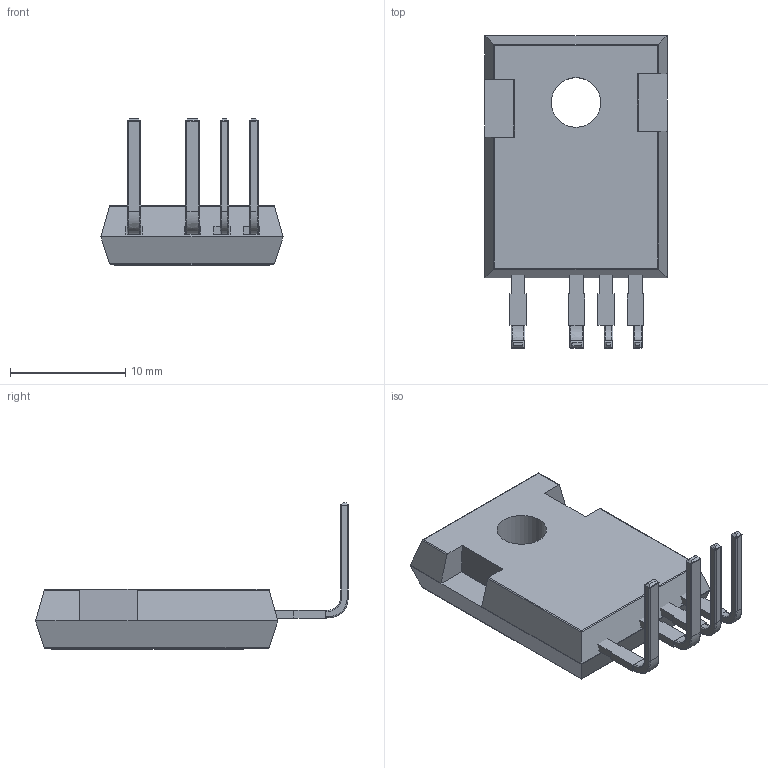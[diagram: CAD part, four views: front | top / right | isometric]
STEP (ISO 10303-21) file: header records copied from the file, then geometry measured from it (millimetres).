
FILE_DESCRIPTION(('FreeCAD Model'),'2;1');
FILE_NAME('Open CASCADE Shape Model','2025-09-24T14:29:57',(''),(''), 'Open CASCADE STEP processor 7.8','FreeCAD','Unknown');
FILE_SCHEMA(('AUTOMOTIVE_DESIGN { 1 0 10303 214 1 1 1 1 }'));
Length unit declared in the file: millimetre
Products named in the file (13): Unnamed; Part005; Body005; Part004; Body004; Part003; Body003; Part002; Body002; Part001; Body001; Part; Body
Assembly tree (12 placements, depth 3):
  Unnamed
    Part005
      Body005
    Part004
      Body004
    Part003
      Body003
    Part002
      Body002
    Part001
      Body001
    Part
      Body
Bounding box: 15.8 x 27.12 x 12.7 mm (x, y, z)
Volume: 1482.4 mm3; surface area: 1589.1 mm2
Topology: 6 solids, 6 shells, 198 faces, 472 edges, 286 vertices
Faces by surface type: plane 114, cylinder 44, bspline 32, extrusion 8
Full cylindrical faces by diameter (mm): 4.3 x1, 7.2 x1
Entity records: 10146 total; most frequent: CARTESIAN_POINT 5751, ORIENTED_EDGE 944, DIRECTION 724, EDGE_CURVE 472, VECTOR 342, LINE 334, VERTEX_POINT 286, FACE_BOUND 202
